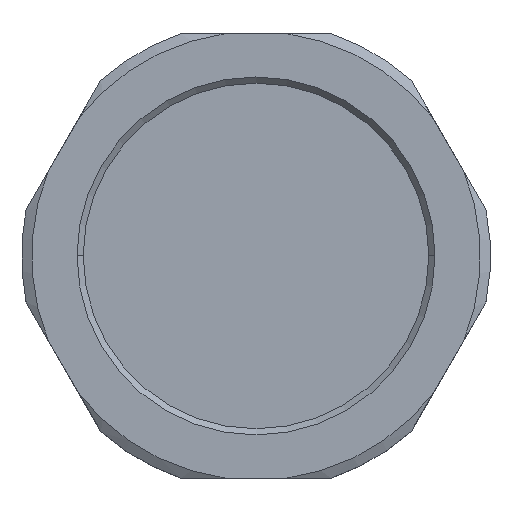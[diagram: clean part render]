
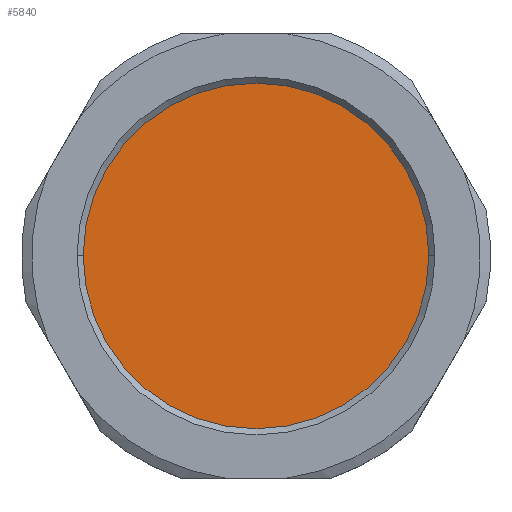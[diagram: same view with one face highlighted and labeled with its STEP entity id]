
A CAD part, top view. The second image highlights one B-rep face of the part: STEP entity #5840.
In plain terms, the highlighted planar face has unit normal (0, 0, 1).
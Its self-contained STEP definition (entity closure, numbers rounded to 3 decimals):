
#5510=CARTESIAN_POINT('',(33.,50.,29.5));
#5520=VERTEX_POINT('',#5510);
#5550=CARTESIAN_POINT('',(47.,50.,29.5));
#5560=DIRECTION('',(0.,0.,1.));
#5570=DIRECTION('',(1.,0.,0.));
#5580=AXIS2_PLACEMENT_3D('',#5550,#5560,#5570);
#5590=CIRCLE('',#5580,14.);
#5600=CARTESIAN_POINT('',(61.,50.,29.5));
#5610=VERTEX_POINT('016353-1246350896-15c55b27c6-0 129138',#5600);
#5620=EDGE_CURVE('377581-1179129246-15c55b27c6-0 96100',#5520,#5610,
#5590,.T.);
#5740=CARTESIAN_POINT('',(54.351,64.457,29.5));
#5750=DIRECTION('',(0.,0.,1.));
#5760=DIRECTION('',(1.,0.,0.));
#5770=AXIS2_PLACEMENT_3D('',#5740,#5750,#5760);
#5780=PLANE('',#5770);
#5790=EDGE_CURVE('377581-1179129246-15c55b27c6-0 96100',#5610,#5520,
#5590,.T.);
#5800=ORIENTED_EDGE('',*,*,#5790,.T.);
#5810=ORIENTED_EDGE('',*,*,#5620,.T.);
#5820=EDGE_LOOP('',(#5810,#5800));
#5830=FACE_OUTER_BOUND('',#5820,.T.);
#5840=ADVANCED_FACE('377581-1179129246-15c55b27c6-0 92059',(#5830),#5780
,.T.);
